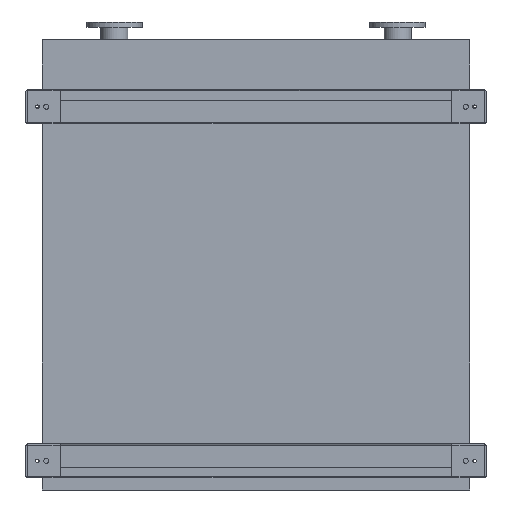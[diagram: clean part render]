
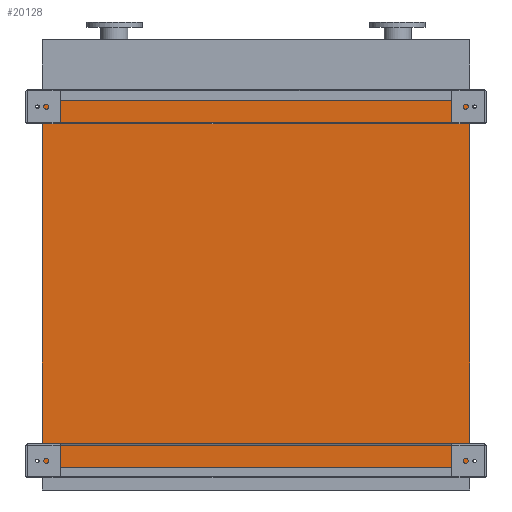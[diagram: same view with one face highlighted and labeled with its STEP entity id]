
A CAD part, front view. The second image highlights one B-rep face of the part: STEP entity #20128.
In plain terms, the highlighted planar face has unit normal (0, -1, 0).
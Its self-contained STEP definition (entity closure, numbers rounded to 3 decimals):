
#24 = ORIENTED_EDGE ( 'NONE', *, *, #15215, .F. ) ;
#249 = CARTESIAN_POINT ( 'NONE',  ( -845., 0., -1450. ) ) ;
#671 = EDGE_CURVE ( 'NONE', #721, #19561, #5550, .T. ) ;
#721 = VERTEX_POINT ( 'NONE', #19687 ) ;
#841 = VECTOR ( 'NONE', #9006, 1000. ) ;
#1090 = ORIENTED_EDGE ( 'NONE', *, *, #21480, .F. ) ;
#1577 = PLANE ( 'NONE',  #5241 ) ;
#2083 = LINE ( 'NONE', #17075, #16312 ) ;
#2569 = FACE_OUTER_BOUND ( 'NONE', #10557, .T. ) ;
#3659 = ORIENTED_EDGE ( 'NONE', *, *, #671, .T. ) ;
#4077 = CARTESIAN_POINT ( 'NONE',  ( -845., 0., 0. ) ) ;
#4650 = DIRECTION ( 'NONE',  ( 1., 0., 0. ) ) ;
#5137 = CARTESIAN_POINT ( 'NONE',  ( -845., 0., -1450. ) ) ;
#5241 = AXIS2_PLACEMENT_3D ( 'NONE', #5137, #19352, #8745 ) ;
#5550 = LINE ( 'NONE', #19615, #841 ) ;
#6051 = ORIENTED_EDGE ( 'NONE', *, *, #17420, .T. ) ;
#7177 = LINE ( 'NONE', #15365, #16680 ) ;
#8198 = DIRECTION ( 'NONE',  ( 1., 0., 0. ) ) ;
#8358 = LINE ( 'NONE', #11893, #13120 ) ;
#8745 = DIRECTION ( 'NONE',  ( 0., 0., -1. ) ) ;
#9006 = DIRECTION ( 'NONE',  ( 0., 0., 1. ) ) ;
#9205 = CARTESIAN_POINT ( 'NONE',  ( 845., 0., 0. ) ) ;
#10557 = EDGE_LOOP ( 'NONE', ( #24, #1090, #6051, #3659 ) ) ;
#11893 = CARTESIAN_POINT ( 'NONE',  ( -845., 0., -1450. ) ) ;
#13120 = VECTOR ( 'NONE', #15560, 1000. ) ;
#15215 = EDGE_CURVE ( 'NONE', #17247, #19561, #7177, .T. ) ;
#15365 = CARTESIAN_POINT ( 'NONE',  ( -845., 0., 0. ) ) ;
#15560 = DIRECTION ( 'NONE',  ( 0., 0., 1. ) ) ;
#16312 = VECTOR ( 'NONE', #8198, 1000. ) ;
#16680 = VECTOR ( 'NONE', #4650, 1000. ) ;
#17075 = CARTESIAN_POINT ( 'NONE',  ( -845., 0., -1450. ) ) ;
#17247 = VERTEX_POINT ( 'NONE', #4077 ) ;
#17420 = EDGE_CURVE ( 'NONE', #18976, #721, #2083, .T. ) ;
#18976 = VERTEX_POINT ( 'NONE', #249 ) ;
#19352 = DIRECTION ( 'NONE',  ( 0., -1., 0. ) ) ;
#19561 = VERTEX_POINT ( 'NONE', #9205 ) ;
#19615 = CARTESIAN_POINT ( 'NONE',  ( 845., 0., -1450. ) ) ;
#19687 = CARTESIAN_POINT ( 'NONE',  ( 845., 0., -1450. ) ) ;
#20128 = ADVANCED_FACE ( 'NONE', ( #2569 ), #1577, .T. ) ;
#21480 = EDGE_CURVE ( 'NONE', #18976, #17247, #8358, .T. ) ;
